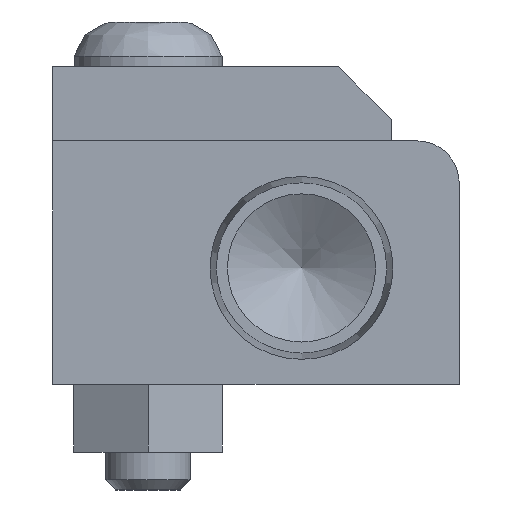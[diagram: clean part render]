
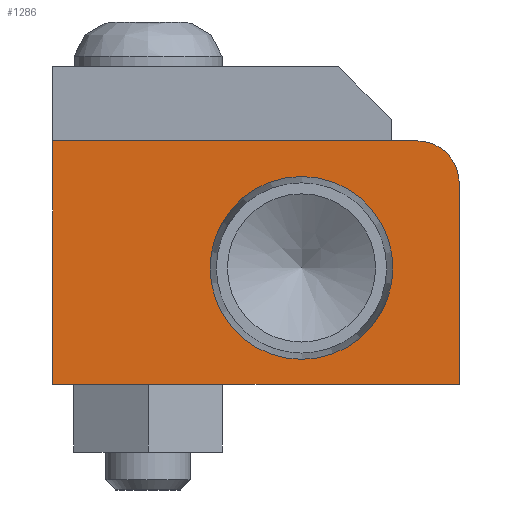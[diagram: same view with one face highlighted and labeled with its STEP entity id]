
A CAD part, left-side view. The second image highlights one B-rep face of the part: STEP entity #1286.
In plain terms, the highlighted planar face has unit normal (-1, 0, 0).
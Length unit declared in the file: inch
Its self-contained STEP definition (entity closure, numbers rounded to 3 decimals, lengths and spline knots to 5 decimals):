
#827=CARTESIAN_POINT('',(-42.27551,-5.29999,0.41972));
#828=VERTEX_POINT('',#827);
#829=CARTESIAN_POINT('',(-42.27551,-5.42499,0.29472));
#830=VERTEX_POINT('',#829);
#831=CARTESIAN_POINT('',(-42.27551,-5.29999,0.29472));
#832=DIRECTION('',(1.0,0.0,0.0));
#833=DIRECTION('',(0.0,-0.707,0.707));
#834=AXIS2_PLACEMENT_3D('',#831,#832,#833);
#835=CIRCLE('',#834,0.125);
#836=EDGE_CURVE('',#828,#830,#835,.T.);
#878=CARTESIAN_POINT('',(-42.27551,-4.22499,0.41972));
#879=VERTEX_POINT('',#878);
#886=CARTESIAN_POINT('',(-42.27551,-5.29999,0.41972));
#887=DIRECTION('',(0.0,1.0,0.0));
#888=VECTOR('',#887,1.075);
#889=LINE('',#886,#888);
#890=EDGE_CURVE('',#828,#879,#889,.T.);
#1211=CARTESIAN_POINT('',(-42.27551,-4.95936,-0.22553));
#1212=VERTEX_POINT('',#1211);
#1213=CARTESIAN_POINT('',(-42.27551,-4.95936,0.04447));
#1214=DIRECTION('',(1.0,0.0,0.0));
#1215=DIRECTION('',(0.0,0.0,-1.0));
#1216=AXIS2_PLACEMENT_3D('',#1213,#1214,#1215);
#1217=CIRCLE('',#1216,0.27);
#1218=EDGE_CURVE('',#1212,#1212,#1217,.T.);
#1241=CARTESIAN_POINT('',(-42.27551,-5.42499,-0.29928));
#1242=VERTEX_POINT('',#1241);
#1243=CARTESIAN_POINT('',(-42.27551,-5.42499,-0.29928));
#1244=DIRECTION('',(0.0,0.0,1.0));
#1245=VECTOR('',#1244,0.594);
#1246=LINE('',#1243,#1245);
#1247=EDGE_CURVE('',#1242,#830,#1246,.T.);
#1259=CARTESIAN_POINT('',(-42.27551,-5.42499,-0.29928));
#1260=DIRECTION('',(-1.0,0.0,0.0));
#1261=DIRECTION('',(0.0,0.0,1.0));
#1262=AXIS2_PLACEMENT_3D('',#1259,#1260,#1261);
#1263=PLANE('',#1262);
#1264=ORIENTED_EDGE('',*,*,#836,.F.);
#1265=ORIENTED_EDGE('',*,*,#890,.T.);
#1266=CARTESIAN_POINT('',(-42.27551,-4.22499,-0.29928));
#1267=VERTEX_POINT('',#1266);
#1268=CARTESIAN_POINT('',(-42.27551,-4.22499,-0.29928));
#1269=DIRECTION('',(0.0,0.0,1.0));
#1270=VECTOR('',#1269,0.719);
#1271=LINE('',#1268,#1270);
#1272=EDGE_CURVE('',#1267,#879,#1271,.T.);
#1273=ORIENTED_EDGE('',*,*,#1272,.F.);
#1274=CARTESIAN_POINT('',(-42.27551,-5.42499,-0.29928));
#1275=DIRECTION('',(0.0,1.0,0.0));
#1276=VECTOR('',#1275,1.2);
#1277=LINE('',#1274,#1276);
#1278=EDGE_CURVE('',#1242,#1267,#1277,.T.);
#1279=ORIENTED_EDGE('',*,*,#1278,.F.);
#1280=ORIENTED_EDGE('',*,*,#1247,.T.);
#1281=EDGE_LOOP('',(#1264,#1265,#1273,#1279,#1280));
#1282=FACE_OUTER_BOUND('',#1281,.T.);
#1283=ORIENTED_EDGE('',*,*,#1218,.T.);
#1284=EDGE_LOOP('',(#1283));
#1285=FACE_BOUND('',#1284,.T.);
#1286=ADVANCED_FACE('',(#1282,#1285),#1263,.T.);
